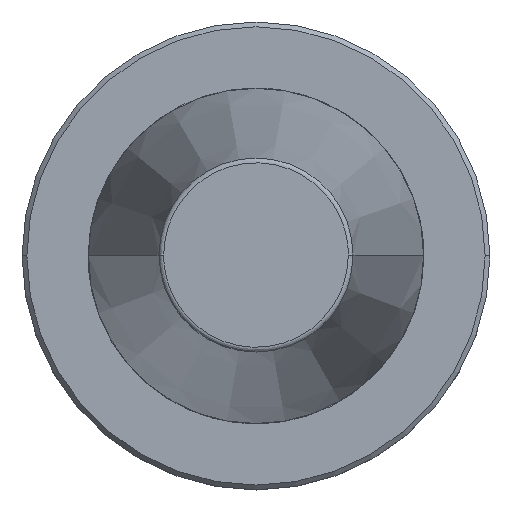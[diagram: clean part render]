
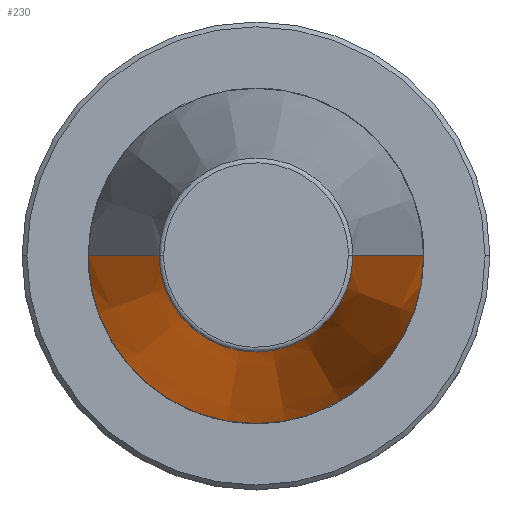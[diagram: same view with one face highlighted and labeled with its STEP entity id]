
A CAD part, top view. The second image highlights one B-rep face of the part: STEP entity #230.
In plain terms, the highlighted conical face has half-angle 8.297 degrees and reference radius 34.925 mm.
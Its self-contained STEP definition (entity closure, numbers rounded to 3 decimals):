
#29 = CARTESIAN_POINT ( 'NONE',  ( 20.211, 0., 100.894 ) ) ;
#34 = DIRECTION ( 'NONE',  ( -1., 0., 0. ) ) ;
#81 = EDGE_LOOP ( 'NONE', ( #1440, #691, #897, #1414 ) ) ;
#94 = VERTEX_POINT ( 'NONE', #367 ) ;
#124 = CARTESIAN_POINT ( 'NONE',  ( -34.925, 0., 0. ) ) ;
#176 = AXIS2_PLACEMENT_3D ( 'NONE', #1427, #1425, #1422 ) ;
#200 = DIRECTION ( 'NONE',  ( 0., 0., -1. ) ) ;
#230 = ADVANCED_FACE ( 'NONE', ( #1507 ), #1482, .T. ) ;
#244 = CARTESIAN_POINT ( 'NONE',  ( 0., 0., 0. ) ) ;
#265 = AXIS2_PLACEMENT_3D ( 'NONE', #244, #200, #34 ) ;
#266 = VERTEX_POINT ( 'NONE', #124 ) ;
#367 = CARTESIAN_POINT ( 'NONE',  ( 34.925, 0., 0. ) ) ;
#420 = CARTESIAN_POINT ( 'NONE',  ( -34.925, 0., 0. ) ) ;
#427 = DIRECTION ( 'NONE',  ( -0.144, 0., -0.99 ) ) ;
#438 = EDGE_CURVE ( 'NONE', #1342, #1091, #1478, .T. ) ;
#449 = DIRECTION ( 'NONE',  ( 0.144, 0., -0.99 ) ) ;
#454 = CARTESIAN_POINT ( 'NONE',  ( 34.925, 0., 0. ) ) ;
#686 = EDGE_CURVE ( 'NONE', #1342, #94, #1245, .T. ) ;
#691 = ORIENTED_EDGE ( 'NONE', *, *, #438, .T. ) ;
#705 = EDGE_CURVE ( 'NONE', #1091, #266, #1247, .T. ) ;
#799 = EDGE_CURVE ( 'NONE', #266, #94, #1171, .T. ) ;
#854 = DIRECTION ( 'NONE',  ( -1., 0., 0. ) ) ;
#861 = DIRECTION ( 'NONE',  ( 0., 0., 1. ) ) ;
#867 = CARTESIAN_POINT ( 'NONE',  ( 0., 0., 0. ) ) ;
#897 = ORIENTED_EDGE ( 'NONE', *, *, #705, .T. ) ;
#956 = CARTESIAN_POINT ( 'NONE',  ( -20.211, 0., 100.894 ) ) ;
#986 = AXIS2_PLACEMENT_3D ( 'NONE', #867, #861, #854 ) ;
#1091 = VERTEX_POINT ( 'NONE', #956 ) ;
#1171 = CIRCLE ( 'NONE', #986, 34.925 ) ;
#1228 = VECTOR ( 'NONE', #427, 1000. ) ;
#1232 = VECTOR ( 'NONE', #449, 1000. ) ;
#1245 = LINE ( 'NONE', #454, #1232 ) ;
#1247 = LINE ( 'NONE', #420, #1228 ) ;
#1342 = VERTEX_POINT ( 'NONE', #29 ) ;
#1414 = ORIENTED_EDGE ( 'NONE', *, *, #799, .T. ) ;
#1422 = DIRECTION ( 'NONE',  ( -1., 0., 0. ) ) ;
#1425 = DIRECTION ( 'NONE',  ( 0., 0., -1. ) ) ;
#1427 = CARTESIAN_POINT ( 'NONE',  ( 0., 0., 100.894 ) ) ;
#1440 = ORIENTED_EDGE ( 'NONE', *, *, #686, .F. ) ;
#1478 = CIRCLE ( 'NONE', #176, 20.211 ) ;
#1482 = CONICAL_SURFACE ( 'NONE', #265, 34.925, 0.145 ) ;
#1507 = FACE_OUTER_BOUND ( 'NONE', #81, .T. ) ;
